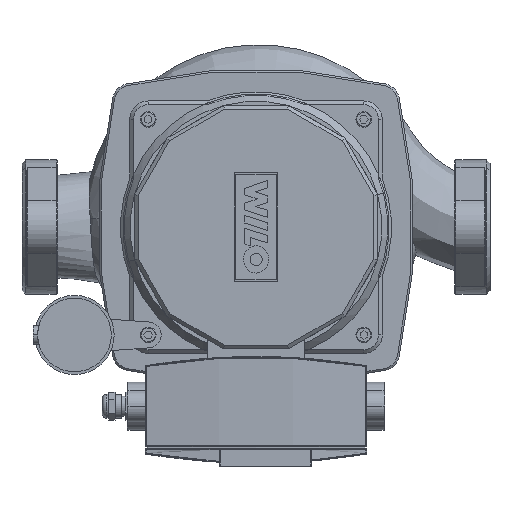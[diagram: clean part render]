
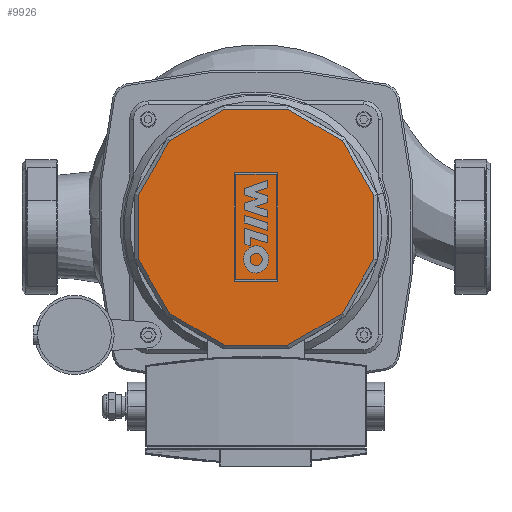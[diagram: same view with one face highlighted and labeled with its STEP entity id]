
A CAD part, front view. The second image highlights one B-rep face of the part: STEP entity #9926.
In plain terms, the highlighted planar face has unit normal (0, -1, 0).
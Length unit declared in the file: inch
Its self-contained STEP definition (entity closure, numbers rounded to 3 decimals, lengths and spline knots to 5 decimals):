
#9547=CARTESIAN_POINT('',(5.67515,-9.89075,2.51969));
#9548=VERTEX_POINT('',#9547);
#9549=CARTESIAN_POINT('',(6.84454,-9.89075,1.84454));
#9550=VERTEX_POINT('',#9549);
#9551=CARTESIAN_POINT('',(5.67515,-9.89075,2.51969));
#9552=DIRECTION('',(0.866,0.0,-0.5));
#9553=VECTOR('',#9552,1.3503);
#9554=LINE('',#9551,#9553);
#9555=EDGE_CURVE('',#9548,#9550,#9554,.T.);
#9587=CARTESIAN_POINT('',(7.51969,-9.89075,0.67515));
#9588=VERTEX_POINT('',#9587);
#9589=CARTESIAN_POINT('',(6.84454,-9.89075,1.84454));
#9590=DIRECTION('',(0.5,0.0,-0.866));
#9591=VECTOR('',#9590,1.3503);
#9592=LINE('',#9589,#9591);
#9593=EDGE_CURVE('',#9550,#9588,#9592,.T.);
#9618=CARTESIAN_POINT('',(7.51969,-9.89075,-0.67515));
#9619=VERTEX_POINT('',#9618);
#9620=CARTESIAN_POINT('',(7.51969,-9.89075,0.67515));
#9621=DIRECTION('',(0.0,0.0,-1.0));
#9622=VECTOR('',#9621,1.3503);
#9623=LINE('',#9620,#9622);
#9624=EDGE_CURVE('',#9588,#9619,#9623,.T.);
#9649=CARTESIAN_POINT('',(6.84454,-9.89075,-1.84454));
#9650=VERTEX_POINT('',#9649);
#9651=CARTESIAN_POINT('',(7.51969,-9.89075,-0.67515));
#9652=DIRECTION('',(-0.5,0.0,-0.866));
#9653=VECTOR('',#9652,1.3503);
#9654=LINE('',#9651,#9653);
#9655=EDGE_CURVE('',#9619,#9650,#9654,.T.);
#9680=CARTESIAN_POINT('',(5.67515,-9.89075,-2.51969));
#9681=VERTEX_POINT('',#9680);
#9682=CARTESIAN_POINT('',(6.84454,-9.89075,-1.84454));
#9683=DIRECTION('',(-0.866,0.0,-0.5));
#9684=VECTOR('',#9683,1.3503);
#9685=LINE('',#9682,#9684);
#9686=EDGE_CURVE('',#9650,#9681,#9685,.T.);
#9710=CARTESIAN_POINT('',(4.32485,-9.89075,-2.51969));
#9711=VERTEX_POINT('',#9710);
#9712=CARTESIAN_POINT('',(5.67515,-9.89075,-2.51969));
#9713=DIRECTION('',(-1.0,0.0,0.0));
#9714=VECTOR('',#9713,1.3503);
#9715=LINE('',#9712,#9714);
#9716=EDGE_CURVE('',#9681,#9711,#9715,.T.);
#9734=CARTESIAN_POINT('',(3.15546,-9.89075,-1.84454));
#9735=VERTEX_POINT('',#9734);
#9736=CARTESIAN_POINT('',(4.32485,-9.89075,-2.51969));
#9737=DIRECTION('',(-0.866,0.0,0.5));
#9738=VECTOR('',#9737,1.3503);
#9739=LINE('',#9736,#9738);
#9740=EDGE_CURVE('',#9711,#9735,#9739,.T.);
#9766=CARTESIAN_POINT('',(2.48031,-9.89075,-0.67515));
#9767=VERTEX_POINT('',#9766);
#9768=CARTESIAN_POINT('',(3.15546,-9.89075,-1.84454));
#9769=DIRECTION('',(-0.5,0.0,0.866));
#9770=VECTOR('',#9769,1.3503);
#9771=LINE('',#9768,#9770);
#9772=EDGE_CURVE('',#9735,#9767,#9771,.T.);
#9797=CARTESIAN_POINT('',(2.48031,-9.89075,0.67515));
#9798=VERTEX_POINT('',#9797);
#9799=CARTESIAN_POINT('',(2.48031,-9.89075,-0.67515));
#9800=DIRECTION('',(0.0,0.0,1.0));
#9801=VECTOR('',#9800,1.3503);
#9802=LINE('',#9799,#9801);
#9803=EDGE_CURVE('',#9767,#9798,#9802,.T.);
#9828=CARTESIAN_POINT('',(3.15546,-9.89075,1.84454));
#9829=VERTEX_POINT('',#9828);
#9830=CARTESIAN_POINT('',(2.48031,-9.89075,0.67515));
#9831=DIRECTION('',(0.5,0.0,0.866));
#9832=VECTOR('',#9831,1.3503);
#9833=LINE('',#9830,#9832);
#9834=EDGE_CURVE('',#9798,#9829,#9833,.T.);
#9859=CARTESIAN_POINT('',(4.32485,-9.89075,2.51969));
#9860=VERTEX_POINT('',#9859);
#9861=CARTESIAN_POINT('',(3.15546,-9.89075,1.84454));
#9862=DIRECTION('',(0.866,0.0,0.5));
#9863=VECTOR('',#9862,1.3503);
#9864=LINE('',#9861,#9863);
#9865=EDGE_CURVE('',#9829,#9860,#9864,.T.);
#9890=CARTESIAN_POINT('',(4.32485,-9.89075,2.51969));
#9891=DIRECTION('',(1.0,0.0,0.0));
#9892=VECTOR('',#9891,1.3503);
#9893=LINE('',#9890,#9892);
#9894=EDGE_CURVE('',#9860,#9548,#9893,.T.);
#9907=CARTESIAN_POINT('',(5.,-9.89075,0.));
#9908=DIRECTION('',(0.0,-1.0,0.0));
#9909=DIRECTION('',(-1.0,0.0,0.0));
#9910=AXIS2_PLACEMENT_3D('',#9907,#9908,#9909);
#9911=PLANE('',#9910);
#9912=ORIENTED_EDGE('',*,*,#9555,.F.);
#9913=ORIENTED_EDGE('',*,*,#9894,.F.);
#9914=ORIENTED_EDGE('',*,*,#9865,.F.);
#9915=ORIENTED_EDGE('',*,*,#9834,.F.);
#9916=ORIENTED_EDGE('',*,*,#9803,.F.);
#9917=ORIENTED_EDGE('',*,*,#9772,.F.);
#9918=ORIENTED_EDGE('',*,*,#9740,.F.);
#9919=ORIENTED_EDGE('',*,*,#9716,.F.);
#9920=ORIENTED_EDGE('',*,*,#9686,.F.);
#9921=ORIENTED_EDGE('',*,*,#9655,.F.);
#9922=ORIENTED_EDGE('',*,*,#9624,.F.);
#9923=ORIENTED_EDGE('',*,*,#9593,.F.);
#9924=EDGE_LOOP('',(#9912,#9913,#9914,#9915,#9916,#9917,#9918,#9919,#9920,#9921,#9922,#9923));
#9925=FACE_OUTER_BOUND('',#9924,.T.);
#9926=ADVANCED_FACE('',(#9925),#9911,.T.);
